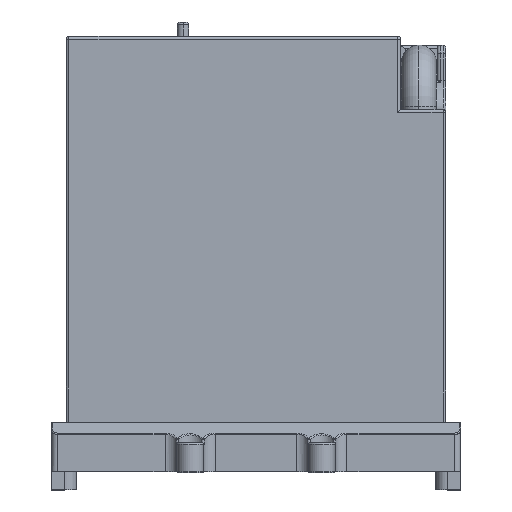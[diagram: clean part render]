
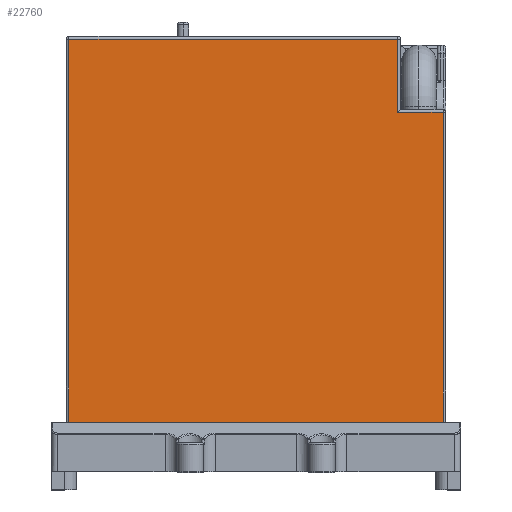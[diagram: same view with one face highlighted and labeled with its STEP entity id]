
A CAD part, top view. The second image highlights one B-rep face of the part: STEP entity #22760.
In plain terms, the highlighted planar face has unit normal (0, 0, 1).
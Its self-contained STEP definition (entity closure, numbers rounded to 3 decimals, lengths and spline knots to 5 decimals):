
#13908=DIRECTION('',(1.,0.,0.));
#13909=VECTOR('',#13908,0.1125);
#13910=CARTESIAN_POINT('',(-0.064,0.131,
0.07));
#13911=LINE('',#13910,#13909);
#13916=DIRECTION('',(1.,0.,0.));
#13917=VECTOR('',#13916,0.128);
#13918=CARTESIAN_POINT('',(-0.064,0.,0.07));
#13919=LINE('',#13918,#13917);
#13920=DIRECTION('',(1.,0.,0.));
#13921=VECTOR('',#13920,0.0155);
#13922=CARTESIAN_POINT('',(0.0485,0.106,
0.07));
#13923=LINE('',#13922,#13921);
#15814=DIRECTION('',(0.,-1.,0.));
#15815=VECTOR('',#15814,0.106);
#15816=CARTESIAN_POINT('',(0.064,0.106,
0.07));
#15817=LINE('',#15816,#15815);
#15883=DIRECTION('',(0.,1.,0.));
#15884=VECTOR('',#15883,0.131);
#15885=CARTESIAN_POINT('',(-0.064,0.,0.07));
#15886=LINE('',#15885,#15884);
#15902=DIRECTION('',(0.,-1.,0.));
#15903=VECTOR('',#15902,0.025);
#15904=CARTESIAN_POINT('',(0.0485,0.131,
0.07));
#15905=LINE('',#15904,#15903);
#18253=CARTESIAN_POINT('',(-0.064,0.,0.07));
#18254=VERTEX_POINT('',#18253);
#18255=CARTESIAN_POINT('',(0.064,0.,0.07));
#18256=VERTEX_POINT('',#18255);
#18506=CARTESIAN_POINT('',(0.064,0.106,0.07));
#18507=VERTEX_POINT('',#18506);
#18510=CARTESIAN_POINT('',(0.0485,0.106,
0.07));
#18511=VERTEX_POINT('',#18510);
#18513=CARTESIAN_POINT('',(-0.064,0.131,
0.07));
#18514=VERTEX_POINT('',#18513);
#18515=CARTESIAN_POINT('',(0.0485,0.131,
0.07));
#18516=VERTEX_POINT('',#18515);
#22742=CARTESIAN_POINT('',(0.,0.0655,0.07));
#22743=DIRECTION('',(0.,0.,1.));
#22744=DIRECTION('',(0.,-1.,0.));
#22745=AXIS2_PLACEMENT_3D('',#22742,#22743,#22744);
#22746=PLANE('',#22745);
#22748=ORIENTED_EDGE('',*,*,#22747,.T.);
#22750=ORIENTED_EDGE('',*,*,#22749,.T.);
#22752=ORIENTED_EDGE('',*,*,#22751,.F.);
#22754=ORIENTED_EDGE('',*,*,#22753,.T.);
#22755=ORIENTED_EDGE('',*,*,#22726,.T.);
#22757=ORIENTED_EDGE('',*,*,#22756,.T.);
#22758=EDGE_LOOP('',(#22748,#22750,#22752,#22754,#22755,#22757));
#22759=FACE_OUTER_BOUND('',#22758,.F.);
#22760=ADVANCED_FACE('',(#22759),#22746,.T.);
#22726=EDGE_CURVE('',#18514,#18516,#13911,.T.);
#22747=EDGE_CURVE('',#18511,#18507,#13923,.T.);
#22749=EDGE_CURVE('',#18507,#18256,#15817,.T.);
#22751=EDGE_CURVE('',#18254,#18256,#13919,.T.);
#22753=EDGE_CURVE('',#18254,#18514,#15886,.T.);
#22756=EDGE_CURVE('',#18516,#18511,#15905,.T.);
